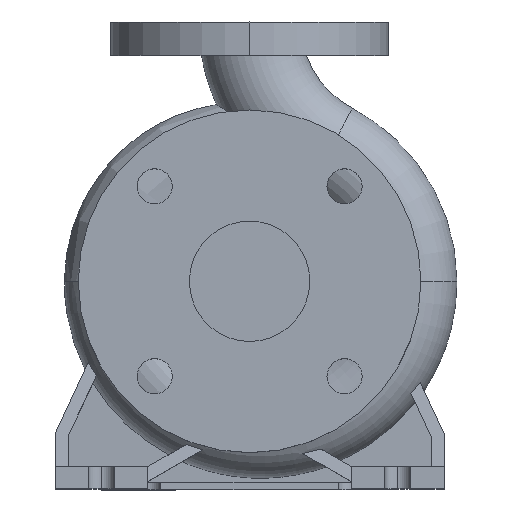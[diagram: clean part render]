
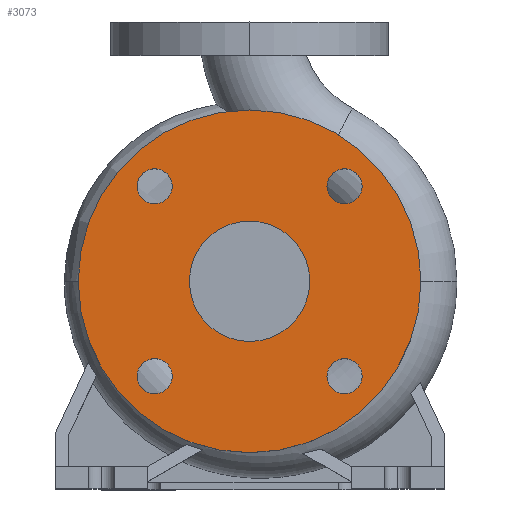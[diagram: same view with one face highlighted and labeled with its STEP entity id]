
A CAD part, top view. The second image highlights one B-rep face of the part: STEP entity #3073.
In plain terms, the highlighted planar face has unit normal (0, 0, 1).
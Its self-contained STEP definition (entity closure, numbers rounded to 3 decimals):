
#38 = CIRCLE ( 'NONE', #542, 9.5 ) ;
#73 = VERTEX_POINT ( 'NONE', #4115 ) ;
#86 = CARTESIAN_POINT ( 'NONE',  ( 51.265, -51.265, 80. ) ) ;
#97 = CARTESIAN_POINT ( 'NONE',  ( -92.5, 0., 80. ) ) ;
#105 = VERTEX_POINT ( 'NONE', #6234 ) ;
#119 = DIRECTION ( 'NONE',  ( 1., 0., 0. ) ) ;
#156 = DIRECTION ( 'NONE',  ( 0., 0., 1. ) ) ;
#203 = CARTESIAN_POINT ( 'NONE',  ( 51.265, 51.265, 80. ) ) ;
#220 = VERTEX_POINT ( 'NONE', #1776 ) ;
#226 = AXIS2_PLACEMENT_3D ( 'NONE', #1908, #3387, #1849 ) ;
#267 = ORIENTED_EDGE ( 'NONE', *, *, #3010, .T. ) ;
#323 = CARTESIAN_POINT ( 'NONE',  ( -51.265, 51.265, 80. ) ) ;
#342 = FACE_BOUND ( 'NONE', #1017, .T. ) ;
#427 = AXIS2_PLACEMENT_3D ( 'NONE', #2505, #6313, #4837 ) ;
#437 = VERTEX_POINT ( 'NONE', #1351 ) ;
#452 = DIRECTION ( 'NONE',  ( 0., 0., 1. ) ) ;
#542 = AXIS2_PLACEMENT_3D ( 'NONE', #86, #4968, #4520 ) ;
#556 = ORIENTED_EDGE ( 'NONE', *, *, #2835, .F. ) ;
#563 = DIRECTION ( 'NONE',  ( 1., 0., 0. ) ) ;
#674 = EDGE_CURVE ( 'NONE', #4024, #437, #4392, .T. ) ;
#755 = CIRCLE ( 'NONE', #3612, 9.5 ) ;
#777 = ORIENTED_EDGE ( 'NONE', *, *, #674, .F. ) ;
#787 = FACE_BOUND ( 'NONE', #4916, .T. ) ;
#853 = AXIS2_PLACEMENT_3D ( 'NONE', #4959, #452, #2395 ) ;
#877 = ORIENTED_EDGE ( 'NONE', *, *, #4965, .F. ) ;
#897 = DIRECTION ( 'NONE',  ( -1., 0., 0. ) ) ;
#902 = DIRECTION ( 'NONE',  ( 0., 0., 1. ) ) ;
#947 = EDGE_CURVE ( 'NONE', #220, #2001, #2846, .T. ) ;
#949 = CIRCLE ( 'NONE', #4117, 9.5 ) ;
#1017 = EDGE_LOOP ( 'NONE', ( #777, #556 ) ) ;
#1141 = AXIS2_PLACEMENT_3D ( 'NONE', #4777, #4749, #5684 ) ;
#1151 = DIRECTION ( 'NONE',  ( 1., 0., 0. ) ) ;
#1337 = VERTEX_POINT ( 'NONE', #2198 ) ;
#1344 = ORIENTED_EDGE ( 'NONE', *, *, #4912, .F. ) ;
#1351 = CARTESIAN_POINT ( 'NONE',  ( 41.765, 51.265, 80. ) ) ;
#1359 = DIRECTION ( 'NONE',  ( 1., 0., 0. ) ) ;
#1385 = CARTESIAN_POINT ( 'NONE',  ( 0., 92.5, 80. ) ) ;
#1399 = CARTESIAN_POINT ( 'NONE',  ( -60.765, -51.265, 80. ) ) ;
#1418 = VERTEX_POINT ( 'NONE', #3910 ) ;
#1512 = ORIENTED_EDGE ( 'NONE', *, *, #1978, .F. ) ;
#1523 = ORIENTED_EDGE ( 'NONE', *, *, #1826, .F. ) ;
#1692 = CARTESIAN_POINT ( 'NONE',  ( 51.265, -51.265, 80. ) ) ;
#1738 = AXIS2_PLACEMENT_3D ( 'NONE', #5492, #156, #5940 ) ;
#1776 = CARTESIAN_POINT ( 'NONE',  ( -60.765, 51.265, 80. ) ) ;
#1826 = EDGE_CURVE ( 'NONE', #73, #1418, #4378, .T. ) ;
#1849 = DIRECTION ( 'NONE',  ( 1., 0., 0. ) ) ;
#1908 = CARTESIAN_POINT ( 'NONE',  ( 51.265, 51.265, 80. ) ) ;
#1927 = CARTESIAN_POINT ( 'NONE',  ( 0., 0., 80. ) ) ;
#1978 = EDGE_CURVE ( 'NONE', #1337, #2822, #4707, .T. ) ;
#2001 = VERTEX_POINT ( 'NONE', #3512 ) ;
#2089 = VERTEX_POINT ( 'NONE', #3779 ) ;
#2148 = AXIS2_PLACEMENT_3D ( 'NONE', #323, #3162, #1151 ) ;
#2198 = CARTESIAN_POINT ( 'NONE',  ( -41.765, -51.265, 80. ) ) ;
#2365 = ORIENTED_EDGE ( 'NONE', *, *, #5918, .F. ) ;
#2395 = DIRECTION ( 'NONE',  ( 1., 0., 0. ) ) ;
#2505 = CARTESIAN_POINT ( 'NONE',  ( -51.265, -51.265, 80. ) ) ;
#2584 = VERTEX_POINT ( 'NONE', #97 ) ;
#2600 = DIRECTION ( 'NONE',  ( 0., 0., 1. ) ) ;
#2652 = DIRECTION ( 'NONE',  ( 1., 0., 0. ) ) ;
#2665 = CARTESIAN_POINT ( 'NONE',  ( 60.765, 51.265, 80. ) ) ;
#2822 = VERTEX_POINT ( 'NONE', #1399 ) ;
#2835 = EDGE_CURVE ( 'NONE', #437, #4024, #2965, .T. ) ;
#2846 = CIRCLE ( 'NONE', #2148, 9.5 ) ;
#2848 = FACE_OUTER_BOUND ( 'NONE', #3266, .T. ) ;
#2965 = CIRCLE ( 'NONE', #226, 9.5 ) ;
#3004 = DIRECTION ( 'NONE',  ( 1., 0., 0. ) ) ;
#3010 = EDGE_CURVE ( 'NONE', #105, #2584, #3885, .T. ) ;
#3035 = DIRECTION ( 'NONE',  ( 0., 0., 1. ) ) ;
#3072 = AXIS2_PLACEMENT_3D ( 'NONE', #203, #3035, #3004 ) ;
#3073 = ADVANCED_FACE ( 'NONE', ( #5778, #787, #3752, #2848, #342, #5224 ), #3784, .F. ) ;
#3078 = CARTESIAN_POINT ( 'NONE',  ( -51.265, 51.265, 80. ) ) ;
#3161 = EDGE_CURVE ( 'NONE', #2822, #1337, #4615, .T. ) ;
#3162 = DIRECTION ( 'NONE',  ( 0., 0., 1. ) ) ;
#3266 = EDGE_LOOP ( 'NONE', ( #267, #4983 ) ) ;
#3387 = DIRECTION ( 'NONE',  ( 0., 0., 1. ) ) ;
#3512 = CARTESIAN_POINT ( 'NONE',  ( -41.765, 51.265, 80. ) ) ;
#3578 = AXIS2_PLACEMENT_3D ( 'NONE', #1927, #902, #1359 ) ;
#3612 = AXIS2_PLACEMENT_3D ( 'NONE', #3078, #2600, #119 ) ;
#3615 = CARTESIAN_POINT ( 'NONE',  ( 60.765, -51.265, 80. ) ) ;
#3752 = FACE_BOUND ( 'NONE', #4082, .T. ) ;
#3779 = CARTESIAN_POINT ( 'NONE',  ( 41.765, -51.265, 80. ) ) ;
#3784 = PLANE ( 'NONE',  #5537 ) ;
#3885 = CIRCLE ( 'NONE', #1141, 92.5 ) ;
#3910 = CARTESIAN_POINT ( 'NONE',  ( -32.5, 0., 80. ) ) ;
#4024 = VERTEX_POINT ( 'NONE', #2665 ) ;
#4082 = EDGE_LOOP ( 'NONE', ( #1523, #4434 ) ) ;
#4115 = CARTESIAN_POINT ( 'NONE',  ( 32.5, 0., 80. ) ) ;
#4117 = AXIS2_PLACEMENT_3D ( 'NONE', #1692, #4544, #2652 ) ;
#4121 = AXIS2_PLACEMENT_3D ( 'NONE', #5939, #5725, #563 ) ;
#4276 = EDGE_LOOP ( 'NONE', ( #877, #2365 ) ) ;
#4378 = CIRCLE ( 'NONE', #3578, 32.5 ) ;
#4392 = CIRCLE ( 'NONE', #3072, 9.5 ) ;
#4434 = ORIENTED_EDGE ( 'NONE', *, *, #5533, .F. ) ;
#4520 = DIRECTION ( 'NONE',  ( 1., 0., 0. ) ) ;
#4544 = DIRECTION ( 'NONE',  ( 0., 0., 1. ) ) ;
#4578 = ORIENTED_EDGE ( 'NONE', *, *, #947, .F. ) ;
#4615 = CIRCLE ( 'NONE', #427, 9.5 ) ;
#4707 = CIRCLE ( 'NONE', #1738, 9.5 ) ;
#4749 = DIRECTION ( 'NONE',  ( 0., 0., 1. ) ) ;
#4777 = CARTESIAN_POINT ( 'NONE',  ( 0., 0., 80. ) ) ;
#4837 = DIRECTION ( 'NONE',  ( 1., 0., 0. ) ) ;
#4912 = EDGE_CURVE ( 'NONE', #2001, #220, #755, .T. ) ;
#4916 = EDGE_LOOP ( 'NONE', ( #1512, #5064 ) ) ;
#4959 = CARTESIAN_POINT ( 'NONE',  ( 0., 0., 80. ) ) ;
#4965 = EDGE_CURVE ( 'NONE', #5437, #2089, #38, .T. ) ;
#4968 = DIRECTION ( 'NONE',  ( 0., 0., 1. ) ) ;
#4983 = ORIENTED_EDGE ( 'NONE', *, *, #5834, .T. ) ;
#5064 = ORIENTED_EDGE ( 'NONE', *, *, #3161, .F. ) ;
#5224 = FACE_BOUND ( 'NONE', #5764, .T. ) ;
#5246 = CIRCLE ( 'NONE', #4121, 32.5 ) ;
#5284 = DIRECTION ( 'NONE',  ( 0., 0., -1. ) ) ;
#5437 = VERTEX_POINT ( 'NONE', #3615 ) ;
#5492 = CARTESIAN_POINT ( 'NONE',  ( -51.265, -51.265, 80. ) ) ;
#5533 = EDGE_CURVE ( 'NONE', #1418, #73, #5246, .T. ) ;
#5537 = AXIS2_PLACEMENT_3D ( 'NONE', #1385, #5284, #897 ) ;
#5563 = CIRCLE ( 'NONE', #853, 92.5 ) ;
#5684 = DIRECTION ( 'NONE',  ( 1., 0., 0. ) ) ;
#5725 = DIRECTION ( 'NONE',  ( 0., 0., 1. ) ) ;
#5764 = EDGE_LOOP ( 'NONE', ( #1344, #4578 ) ) ;
#5778 = FACE_BOUND ( 'NONE', #4276, .T. ) ;
#5834 = EDGE_CURVE ( 'NONE', #2584, #105, #5563, .T. ) ;
#5918 = EDGE_CURVE ( 'NONE', #2089, #5437, #949, .T. ) ;
#5939 = CARTESIAN_POINT ( 'NONE',  ( 0., 0., 80. ) ) ;
#5940 = DIRECTION ( 'NONE',  ( 1., 0., 0. ) ) ;
#6234 = CARTESIAN_POINT ( 'NONE',  ( 92.5, 0., 80. ) ) ;
#6313 = DIRECTION ( 'NONE',  ( 0., 0., 1. ) ) ;
